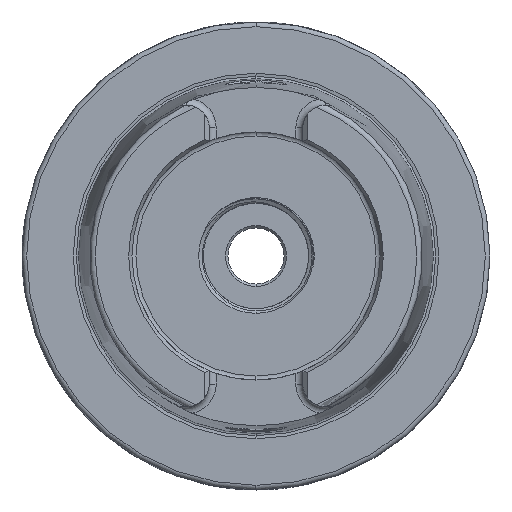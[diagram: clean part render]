
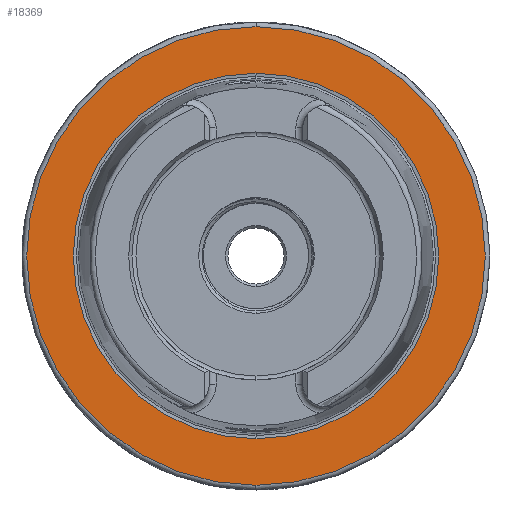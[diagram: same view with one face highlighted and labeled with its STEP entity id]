
A CAD part, left-side view. The second image highlights one B-rep face of the part: STEP entity #18369.
In plain terms, the highlighted planar face has unit normal (-1, 0, 0).
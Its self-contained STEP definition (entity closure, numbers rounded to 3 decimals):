
#2242 = EDGE_LOOP ( 'NONE', ( #20385, #20412 ) ) ;
#2294 = EDGE_LOOP ( 'NONE', ( #20392, #20397 ) ) ;
#5867 = AXIS2_PLACEMENT_3D ( 'NONE', #23960, #23961, #23947 ) ;
#5874 = AXIS2_PLACEMENT_3D ( 'NONE', #10482, #10517, #10505 ) ;
#8125 = EDGE_CURVE ( 'NONE', #8450, #8426, #28895, .T. ) ;
#8218 = EDGE_CURVE ( 'NONE', #8422, #8398, #29071, .T. ) ;
#8398 = VERTEX_POINT ( 'NONE', #10755 ) ;
#8422 = VERTEX_POINT ( 'NONE', #10761 ) ;
#8426 = VERTEX_POINT ( 'NONE', #10765 ) ;
#8450 = VERTEX_POINT ( 'NONE', #10828 ) ;
#8933 = CARTESIAN_POINT ( 'NONE',  ( 0., 39.054, 0. ) ) ;
#8947 = PLANE ( 'NONE',  #29303 ) ;
#8958 = DIRECTION ( 'NONE',  ( 0., 0., 1. ) ) ;
#8970 = DIRECTION ( 'NONE',  ( -1., 0., 0. ) ) ;
#10482 = CARTESIAN_POINT ( 'NONE',  ( 0., 0., 0. ) ) ;
#10505 = DIRECTION ( 'NONE',  ( 0., 0., 1. ) ) ;
#10517 = DIRECTION ( 'NONE',  ( -1., 0., 0. ) ) ;
#10755 = CARTESIAN_POINT ( 'NONE',  ( 0., 0., 49. ) ) ;
#10761 = CARTESIAN_POINT ( 'NONE',  ( 0., 0., -49. ) ) ;
#10765 = CARTESIAN_POINT ( 'NONE',  ( 0., 0., 39.054 ) ) ;
#10828 = CARTESIAN_POINT ( 'NONE',  ( 0., 0., -39.054 ) ) ;
#13443 = AXIS2_PLACEMENT_3D ( 'NONE', #25736, #25756, #25759 ) ;
#13491 = AXIS2_PLACEMENT_3D ( 'NONE', #25833, #25831, #25817 ) ;
#18369 = ADVANCED_FACE ( 'NONE', ( #26417, #26394 ), #8947, .T. ) ;
#20385 = ORIENTED_EDGE ( 'NONE', *, *, #26941, .T. ) ;
#20392 = ORIENTED_EDGE ( 'NONE', *, *, #26958, .T. ) ;
#20397 = ORIENTED_EDGE ( 'NONE', *, *, #8218, .T. ) ;
#20412 = ORIENTED_EDGE ( 'NONE', *, *, #8125, .T. ) ;
#23947 = DIRECTION ( 'NONE',  ( 0., 0., -1. ) ) ;
#23960 = CARTESIAN_POINT ( 'NONE',  ( 0., 0., 0. ) ) ;
#23961 = DIRECTION ( 'NONE',  ( 1., 0., 0. ) ) ;
#25736 = CARTESIAN_POINT ( 'NONE',  ( 0., 0., 0. ) ) ;
#25756 = DIRECTION ( 'NONE',  ( 1., 0., 0. ) ) ;
#25759 = DIRECTION ( 'NONE',  ( 0., 0., -1. ) ) ;
#25817 = DIRECTION ( 'NONE',  ( 0., 0., 1. ) ) ;
#25831 = DIRECTION ( 'NONE',  ( -1., 0., 0. ) ) ;
#25833 = CARTESIAN_POINT ( 'NONE',  ( 0., 0., 0. ) ) ;
#26183 = CIRCLE ( 'NONE', #13443, 39.054 ) ;
#26196 = CIRCLE ( 'NONE', #13491, 49. ) ;
#26394 = FACE_BOUND ( 'NONE', #2242, .T. ) ;
#26417 = FACE_OUTER_BOUND ( 'NONE', #2294, .T. ) ;
#26941 = EDGE_CURVE ( 'NONE', #8426, #8450, #26183, .T. ) ;
#26958 = EDGE_CURVE ( 'NONE', #8398, #8422, #26196, .T. ) ;
#28895 = CIRCLE ( 'NONE', #5867, 39.054 ) ;
#29071 = CIRCLE ( 'NONE', #5874, 49. ) ;
#29303 = AXIS2_PLACEMENT_3D ( 'NONE', #8933, #8970, #8958 ) ;
